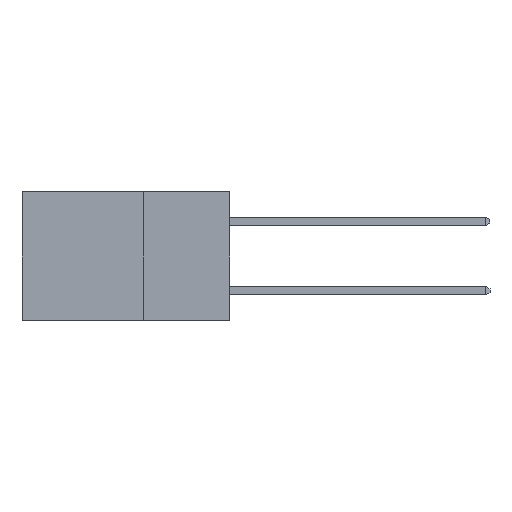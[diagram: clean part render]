
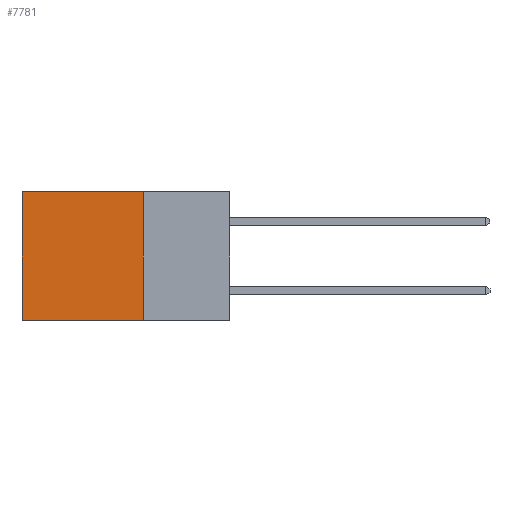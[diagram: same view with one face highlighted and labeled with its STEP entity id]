
A CAD part, left-side view. The second image highlights one B-rep face of the part: STEP entity #7781.
In plain terms, the highlighted planar face has unit normal (-1, 0, 0).
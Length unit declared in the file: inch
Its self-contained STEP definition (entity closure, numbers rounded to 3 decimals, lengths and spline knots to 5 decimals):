
#508 = LINE ( 'NONE', #9509, #10347 ) ;
#754 = CARTESIAN_POINT ( 'NONE',  ( 0.2615, 0.25, -0.37 ) ) ;
#755 = LINE ( 'NONE', #5676, #7322 ) ;
#948 = PLANE ( 'NONE',  #10499 ) ;
#1383 = ORIENTED_EDGE ( 'NONE', *, *, #10820, .F. ) ;
#1642 = DIRECTION ( 'NONE',  ( 0., 0., -1. ) ) ;
#1690 = ORIENTED_EDGE ( 'NONE', *, *, #5710, .T. ) ;
#2140 = VERTEX_POINT ( 'NONE', #8666 ) ;
#2373 = VECTOR ( 'NONE', #1642, 39.37008 ) ;
#2527 = CARTESIAN_POINT ( 'NONE',  ( 0.2615, 0.25, 0. ) ) ;
#3126 = EDGE_CURVE ( 'NONE', #4707, #11446, #755, .T. ) ;
#4006 = EDGE_CURVE ( 'NONE', #4707, #2140, #5040, .T. ) ;
#4140 = DIRECTION ( 'NONE',  ( 0., 0., -1. ) ) ;
#4484 = ORIENTED_EDGE ( 'NONE', *, *, #3126, .T. ) ;
#4555 = DIRECTION ( 'NONE',  ( 1., 0., 0. ) ) ;
#4670 = DIRECTION ( 'NONE',  ( 0., 1., 0. ) ) ;
#4707 = VERTEX_POINT ( 'NONE', #2527 ) ;
#4946 = ORIENTED_EDGE ( 'NONE', *, *, #4006, .F. ) ;
#4971 = VECTOR ( 'NONE', #4670, 39.37008 ) ;
#5040 = LINE ( 'NONE', #754, #2373 ) ;
#5676 = CARTESIAN_POINT ( 'NONE',  ( 0.2615, 0.25, 0. ) ) ;
#5710 = EDGE_CURVE ( 'NONE', #11446, #10314, #508, .T. ) ;
#6574 = DIRECTION ( 'NONE',  ( 0., 1., 0. ) ) ;
#7150 = FACE_OUTER_BOUND ( 'NONE', #7210, .T. ) ;
#7205 = CARTESIAN_POINT ( 'NONE',  ( 0.2615, 0.25, -0.37 ) ) ;
#7210 = EDGE_LOOP ( 'NONE', ( #1690, #1383, #4946, #4484 ) ) ;
#7322 = VECTOR ( 'NONE', #6574, 39.37008 ) ;
#7608 = LINE ( 'NONE', #9126, #4971 ) ;
#7781 = ADVANCED_FACE ( 'NONE', ( #7150 ), #948, .F. ) ;
#8666 = CARTESIAN_POINT ( 'NONE',  ( 0.2615, 0.25, -0.37 ) ) ;
#9126 = CARTESIAN_POINT ( 'NONE',  ( 0.2615, 0.25, -0.37 ) ) ;
#9509 = CARTESIAN_POINT ( 'NONE',  ( 0.2615, 0.6, -0.37 ) ) ;
#9706 = CARTESIAN_POINT ( 'NONE',  ( 0.2615, 0.6, 0. ) ) ;
#10267 = CARTESIAN_POINT ( 'NONE',  ( 0.2615, 0.6, -0.37 ) ) ;
#10314 = VERTEX_POINT ( 'NONE', #10267 ) ;
#10347 = VECTOR ( 'NONE', #4140, 39.37008 ) ;
#10499 = AXIS2_PLACEMENT_3D ( 'NONE', #7205, #4555, #10831 ) ;
#10820 = EDGE_CURVE ( 'NONE', #2140, #10314, #7608, .T. ) ;
#10831 = DIRECTION ( 'NONE',  ( 0., 0., -1. ) ) ;
#11446 = VERTEX_POINT ( 'NONE', #9706 ) ;
